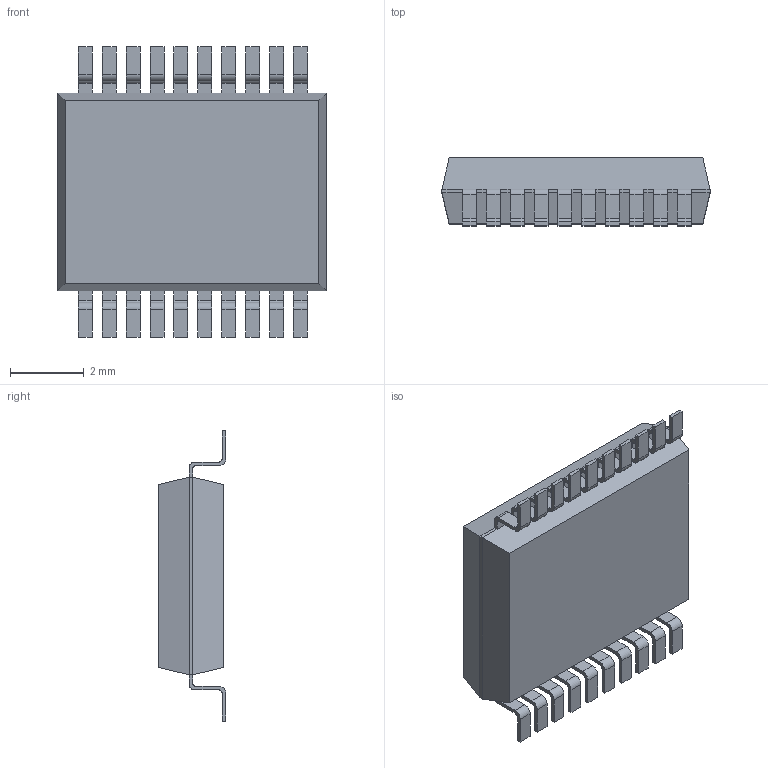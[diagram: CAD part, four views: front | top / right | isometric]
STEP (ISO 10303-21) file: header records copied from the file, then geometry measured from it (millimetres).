
FILE_DESCRIPTION (( 'STEP AP214' ), '1' );
FILE_NAME ('9BB2A271-2493-4826-8E4E-F12F532474D1.STEP', '2008-06-01T14:21:16', ( 'sysAdmin' ), ( 'SolidWorks' ), 'SwSTEP 2.0', 'SolidWorks 2008', '' );
FILE_SCHEMA (( 'AUTOMOTIVE_DESIGN' ));
Length unit declared in the file: millimetre
Products named in the file (1): 9BB2A271-2493-4826-8E4E-F12F532474D1
Bounding box: 7.3 x 1.84 x 7.9 mm (x, y, z)
Volume: 67.5 mm3; surface area: 153.8 mm2
Topology: 1 solids, 1 shells, 297 faces, 794 edges, 500 vertices
Faces by surface type: plane 215, cylinder 82
Entity records: 11991 total; most frequent: CARTESIAN_POINT 1592, ORIENTED_EDGE 1588, DIRECTION 1554, EDGE_CURVE 794, VECTOR 630, LINE 630, VERTEX_POINT 500, AXIS2_PLACEMENT_3D 462
